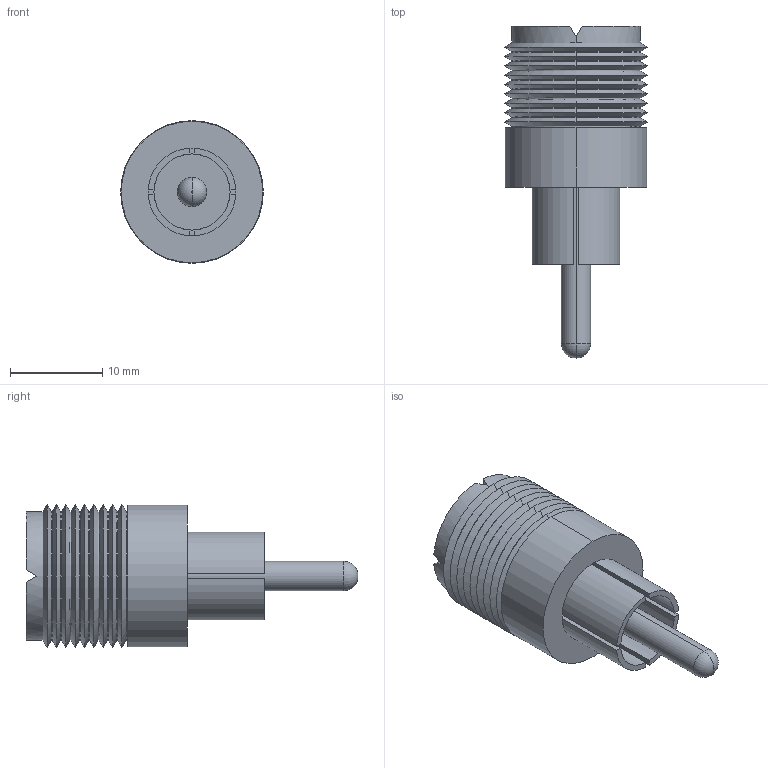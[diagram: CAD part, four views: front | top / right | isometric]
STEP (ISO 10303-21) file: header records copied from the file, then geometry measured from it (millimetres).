
FILE_DESCRIPTION (( 'STEP AP203' ), '1' );
FILE_NAME ('BA140.STEP', '2006-06-30T19:24:28', ( ' ' ), ( ' ' ), 'SwSTEP 2.0', 'SolidWorks 2005354', '' );
FILE_SCHEMA (( 'CONFIG_CONTROL_DESIGN' ));
Length unit declared in the file: millimetre
Products named in the file (1): BA140
Bounding box: 15.49 x 36.04 x 15.49 mm (x, y, z)
Volume: 2979.8 mm3; surface area: 2423.3 mm2
Topology: 1 solids, 1 shells, 114 faces, 253 edges, 146 vertices
Faces by surface type: cylinder 41, cone 36, plane 35, torus 2
Entity records: 3186 total; most frequent: DIRECTION 583, CARTESIAN_POINT 562, ORIENTED_EDGE 506, EDGE_CURVE 253, AXIS2_PLACEMENT_3D 231, VERTEX_POINT 146, VECTOR 121, LINE 121
